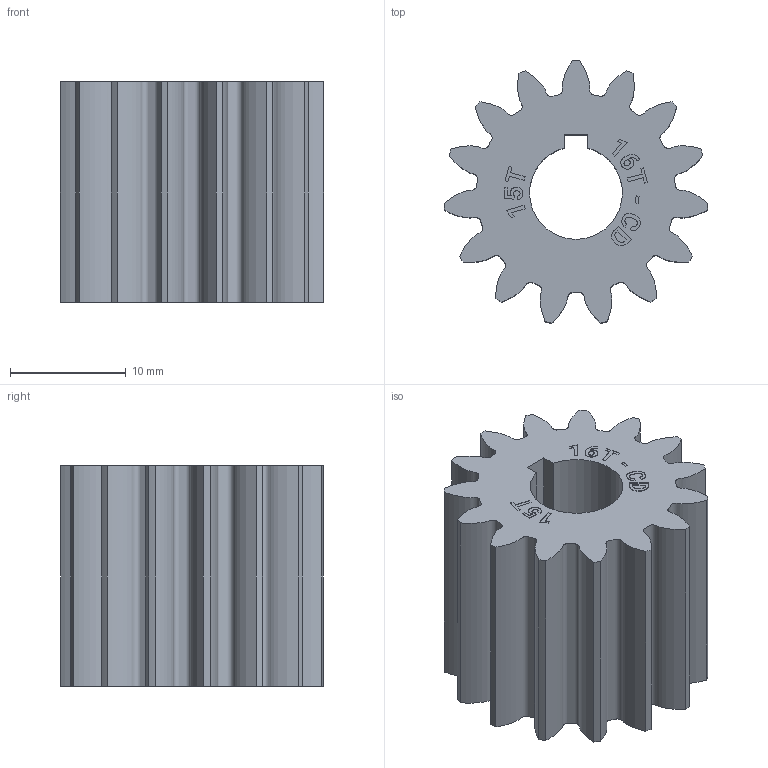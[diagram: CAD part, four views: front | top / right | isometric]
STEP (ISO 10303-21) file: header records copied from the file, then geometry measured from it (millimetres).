
FILE_DESCRIPTION (( 'STEP AP214' ), '1' );
FILE_NAME ('WCP-1235 Rev1.step', '2023-10-30T20:02:20', ( '' ), ( '' ), 'SwSTEP 2.0', 'SolidWorks 2022', '' );
FILE_SCHEMA (( 'AUTOMOTIVE_DESIGN' ));
Length unit declared in the file: inch
Products named in the file (1): WCP-1235 Rev1
Bounding box: 22.84 x 22.71 x 19.05 mm (x, y, z)
Volume: 5045.9 mm3; surface area: 3286.4 mm2
Topology: 1 solids, 1 shells, 239 faces, 645 edges, 430 vertices
Faces by surface type: plane 147, bspline 75, cylinder 17
Entity records: 14743 total; most frequent: CARTESIAN_POINT 9166, ORIENTED_EDGE 1290, DIRECTION 859, EDGE_CURVE 645, VECTOR 461, LINE 461, VERTEX_POINT 430, EDGE_LOOP 263
